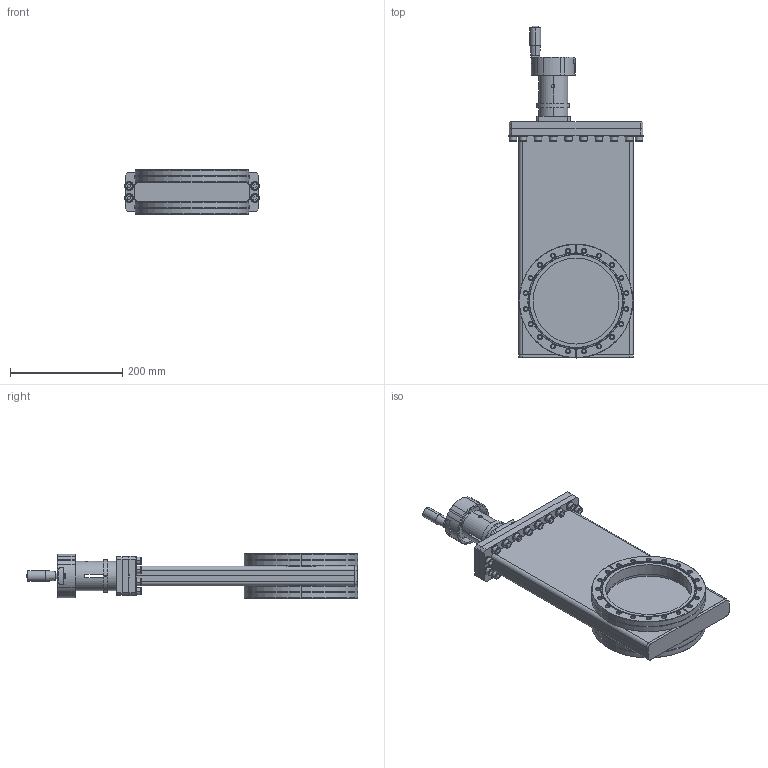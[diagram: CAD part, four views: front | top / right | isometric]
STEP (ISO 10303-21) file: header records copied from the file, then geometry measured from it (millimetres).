
FILE_DESCRIPTION (( 'STEP AP214' ), '1' );
FILE_NAME ('Hositrad_HOGVB-CF150-M.STEP', '2025-02-27T11:06:58', ( '' ), ( '' ), 'SwSTEP 2.0', 'SolidWorks 2022', '' );
FILE_SCHEMA (( 'AUTOMOTIVE_DESIGN' ));
Length unit declared in the file: millimetre
Products named in the file (1): Hositrad_HOGVB-CF150-M
Bounding box: 239.4 x 590.6 x 79 mm (x, y, z)
Surface area: 463907.1 mm2 (no closed solid volume)
Topology: 0 solids, 83 shells, 813 faces, 2482 edges, 1692 vertices
Faces by surface type: cylinder 302, plane 272, cone 167, bspline 72
Entity records: 48376 total; most frequent: CARTESIAN_POINT 27025, DIRECTION 4358, ORIENTED_EDGE 3964, EDGE_CURVE 2438, VERTEX_POINT 1692, AXIS2_PLACEMENT_3D 1616, LINE 1126, VECTOR 1126
